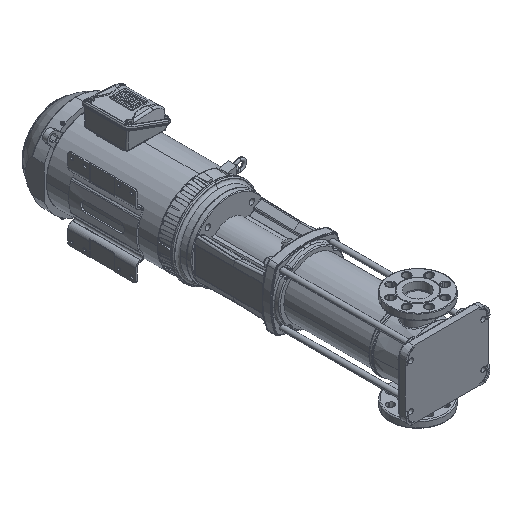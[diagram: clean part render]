
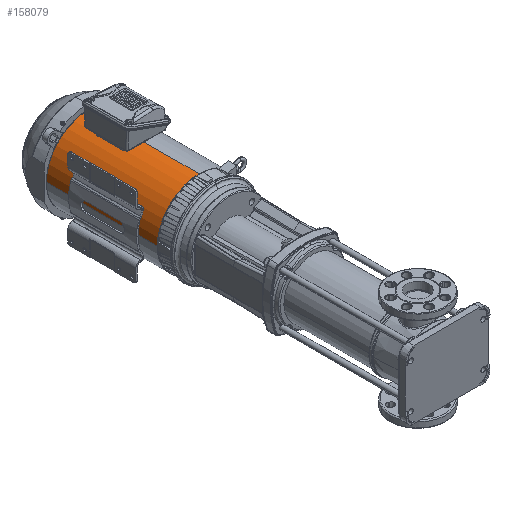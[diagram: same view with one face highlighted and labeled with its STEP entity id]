
A CAD part, isometric view. The second image highlights one B-rep face of the part: STEP entity #158079.
In plain terms, the highlighted cylindrical face has radius 124.3 mm (diameter 248.6 mm), a partial arc.
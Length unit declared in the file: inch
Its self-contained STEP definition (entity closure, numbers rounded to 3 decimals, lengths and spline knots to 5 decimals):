
#3866 = DIRECTION ( 'NONE',  ( -1., 0., 0. ) ) ;
#10371 = DIRECTION ( 'NONE',  ( 0., 0., 1. ) ) ;
#14804 = AXIS2_PLACEMENT_3D ( 'NONE', #39351, #96319, #10371 ) ;
#20332 = LINE ( 'NONE', #141650, #163944 ) ;
#36590 = FACE_OUTER_BOUND ( 'NONE', #37235, .T. ) ;
#37235 = EDGE_LOOP ( 'NONE', ( #64115, #132344, #76246, #103726 ) ) ;
#39351 = CARTESIAN_POINT ( 'NONE',  ( 38.30292, -0.74874, 0. ) ) ;
#47133 = CARTESIAN_POINT ( 'NONE',  ( -6.94937, -5.64244, 0.00085 ) ) ;
#52026 = CARTESIAN_POINT ( 'NONE',  ( -6.94937, -0.74874, 0. ) ) ;
#57001 = DIRECTION ( 'NONE',  ( -1., 0., 0. ) ) ;
#64115 = ORIENTED_EDGE ( 'NONE', *, *, #165573, .T. ) ;
#67596 = EDGE_CURVE ( 'NONE', #147865, #153462, #20332, .T. ) ;
#74447 = CIRCLE ( 'NONE', #167009, 4.8937 ) ;
#76246 = ORIENTED_EDGE ( 'NONE', *, *, #91772, .F. ) ;
#81359 = CYLINDRICAL_SURFACE ( 'NONE', #14804, 4.8937 ) ;
#83733 = VERTEX_POINT ( 'NONE', #97400 ) ;
#87567 = CARTESIAN_POINT ( 'NONE',  ( 6.01795, -5.64244, 0.00085 ) ) ;
#91772 = EDGE_CURVE ( 'NONE', #153462, #83733, #139211, .T. ) ;
#92072 = VECTOR ( 'NONE', #3866, 39.37008 ) ;
#94048 = DIRECTION ( 'NONE',  ( -1., 0., 0. ) ) ;
#96319 = DIRECTION ( 'NONE',  ( -1., 0., 0. ) ) ;
#97400 = CARTESIAN_POINT ( 'NONE',  ( -6.94937, -0.74874, 4.8937 ) ) ;
#97500 = AXIS2_PLACEMENT_3D ( 'NONE', #52026, #94048, #138857 ) ;
#99955 = CARTESIAN_POINT ( 'NONE',  ( 6.01795, -0.74874, 0. ) ) ;
#103726 = ORIENTED_EDGE ( 'NONE', *, *, #67596, .F. ) ;
#126722 = DIRECTION ( 'NONE',  ( -1., 0., 0. ) ) ;
#131840 = CARTESIAN_POINT ( 'NONE',  ( 38.30292, -0.74874, 4.8937 ) ) ;
#132344 = ORIENTED_EDGE ( 'NONE', *, *, #135070, .T. ) ;
#135070 = EDGE_CURVE ( 'NONE', #171499, #83733, #175769, .T. ) ;
#138857 = DIRECTION ( 'NONE',  ( 0., -1., 0. ) ) ;
#139211 = CIRCLE ( 'NONE', #97500, 4.8937 ) ;
#141650 = CARTESIAN_POINT ( 'NONE',  ( 38.30292, -5.64244, 0.00085 ) ) ;
#147865 = VERTEX_POINT ( 'NONE', #87567 ) ;
#149138 = CARTESIAN_POINT ( 'NONE',  ( 6.01795, -0.74874, 4.8937 ) ) ;
#153462 = VERTEX_POINT ( 'NONE', #47133 ) ;
#158079 = ADVANCED_FACE ( 'NONE', ( #36590 ), #81359, .T. ) ;
#163944 = VECTOR ( 'NONE', #126722, 39.37008 ) ;
#165573 = EDGE_CURVE ( 'NONE', #147865, #171499, #74447, .T. ) ;
#167009 = AXIS2_PLACEMENT_3D ( 'NONE', #99955, #57001, #184125 ) ;
#171499 = VERTEX_POINT ( 'NONE', #149138 ) ;
#175769 = LINE ( 'NONE', #131840, #92072 ) ;
#184125 = DIRECTION ( 'NONE',  ( 0., -1., 0. ) ) ;
